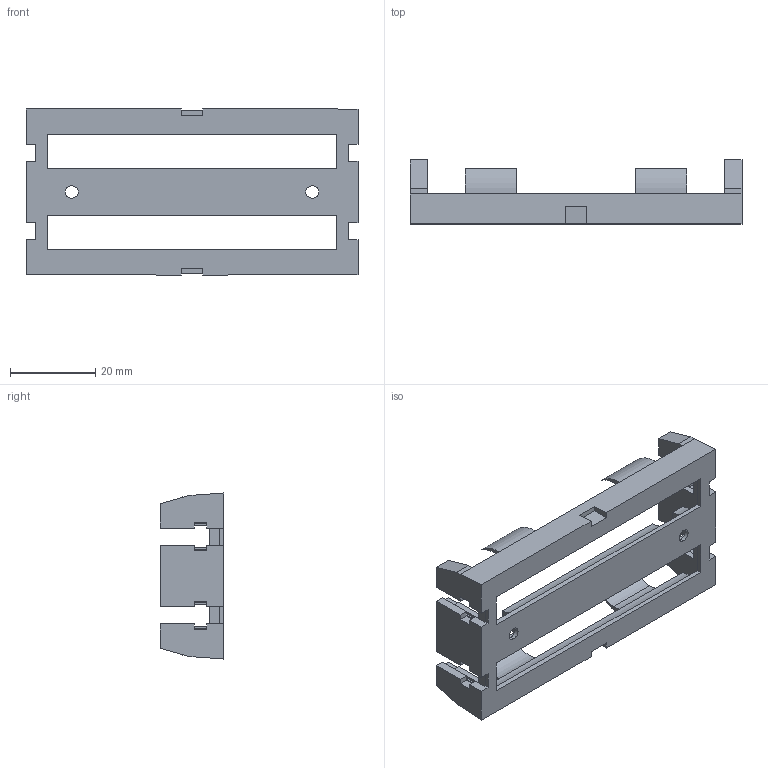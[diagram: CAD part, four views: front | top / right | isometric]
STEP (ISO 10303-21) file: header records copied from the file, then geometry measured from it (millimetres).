
FILE_DESCRIPTION (( 'STEP AP214' ), '1' );
FILE_NAME ('Battery Holder.STEP', '2023-09-21T17:35:43', ( '' ), ( '' ), 'SwSTEP 2.0', 'SolidWorks 2022', '' );
FILE_SCHEMA (( 'AUTOMOTIVE_DESIGN' ));
Length unit declared in the file: millimetre
Products named in the file (1): Battery Holder
Bounding box: 78 x 15 x 39 mm (x, y, z)
Volume: 9691.3 mm3; surface area: 9140.4 mm2
Topology: 1 solids, 1 shells, 194 faces, 546 edges, 352 vertices
Faces by surface type: plane 176, cylinder 18
Entity records: 6176 total; most frequent: CARTESIAN_POINT 1093, ORIENTED_EDGE 1092, DIRECTION 980, EDGE_CURVE 546, VECTOR 502, LINE 502, VERTEX_POINT 352, AXIS2_PLACEMENT_3D 239
